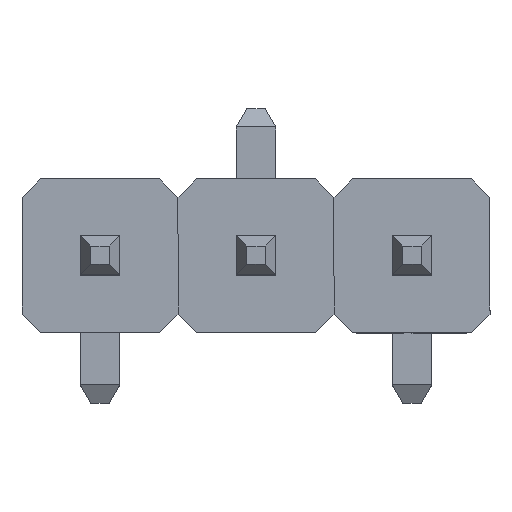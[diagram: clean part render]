
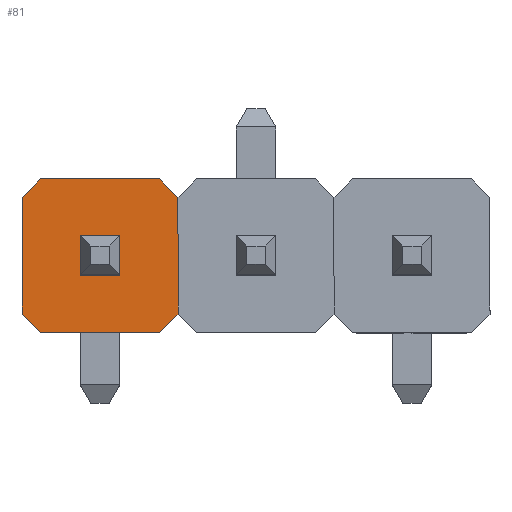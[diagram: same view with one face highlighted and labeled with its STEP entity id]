
A CAD part, top view. The second image highlights one B-rep face of the part: STEP entity #81.
In plain terms, the highlighted planar face has unit normal (0, 0, 1).
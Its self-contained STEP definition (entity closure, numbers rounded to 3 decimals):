
#14 = CARTESIAN_POINT ( 'NONE',  ( -3.81, -1.25, 2.5 ) ) ;
#81 = ADVANCED_FACE ( 'NONE', ( #6901, #10542 ), #5679, .T. ) ;
#711 = CARTESIAN_POINT ( 'NONE',  ( -4.76, 0.32, 2.5 ) ) ;
#717 = LINE ( 'NONE', #15225, #11661 ) ;
#933 = EDGE_CURVE ( 'NONE', #8773, #10183, #1382, .T. ) ;
#1093 = DIRECTION ( 'NONE',  ( -0.707, 0.707, 0. ) ) ;
#1233 = EDGE_CURVE ( 'NONE', #13581, #15812, #14888, .T. ) ;
#1342 = ORIENTED_EDGE ( 'NONE', *, *, #1654, .T. ) ;
#1382 = LINE ( 'NONE', #12350, #14875 ) ;
#1416 = CARTESIAN_POINT ( 'NONE',  ( -4.11, 1.25, 2.5 ) ) ;
#1443 = VECTOR ( 'NONE', #5853, 1000. ) ;
#1481 = VECTOR ( 'NONE', #8041, 1000. ) ;
#1492 = ORIENTED_EDGE ( 'NONE', *, *, #6014, .T. ) ;
#1654 = EDGE_CURVE ( 'NONE', #13209, #9059, #12194, .T. ) ;
#1754 = LINE ( 'NONE', #11767, #1481 ) ;
#2111 = CARTESIAN_POINT ( 'NONE',  ( -6.05, -1.25, 2.5 ) ) ;
#2491 = DIRECTION ( 'NONE',  ( 0.707, 0.707, 0. ) ) ;
#2500 = VERTEX_POINT ( 'NONE', #4948 ) ;
#2522 = CARTESIAN_POINT ( 'NONE',  ( -5.08, 0., 2.5 ) ) ;
#3117 = DIRECTION ( 'NONE',  ( 0., -1., 0. ) ) ;
#3284 = ORIENTED_EDGE ( 'NONE', *, *, #12573, .T. ) ;
#3489 = CARTESIAN_POINT ( 'NONE',  ( -3.97, 1.11, 2.5 ) ) ;
#3541 = CARTESIAN_POINT ( 'NONE',  ( -6.05, 1.25, 2.5 ) ) ;
#3588 = ORIENTED_EDGE ( 'NONE', *, *, #14012, .T. ) ;
#3924 = CARTESIAN_POINT ( 'NONE',  ( -6.19, -1.11, 2.5 ) ) ;
#3947 = AXIS2_PLACEMENT_3D ( 'NONE', #2522, #12473, #13594 ) ;
#4266 = EDGE_CURVE ( 'NONE', #11068, #13209, #12735, .T. ) ;
#4671 = DIRECTION ( 'NONE',  ( 1., 0., 0. ) ) ;
#4864 = EDGE_CURVE ( 'NONE', #14788, #13155, #13582, .T. ) ;
#4948 = CARTESIAN_POINT ( 'NONE',  ( -5.4, 0.32, 2.5 ) ) ;
#5186 = DIRECTION ( 'NONE',  ( 0.707, -0.707, 0. ) ) ;
#5679 = PLANE ( 'NONE',  #3947 ) ;
#5690 = EDGE_CURVE ( 'NONE', #11406, #13155, #6120, .T. ) ;
#5853 = DIRECTION ( 'NONE',  ( 1., 0., 0. ) ) ;
#5912 = VERTEX_POINT ( 'NONE', #8470 ) ;
#5937 = VECTOR ( 'NONE', #8968, 1000. ) ;
#6014 = EDGE_CURVE ( 'NONE', #9059, #13581, #6183, .T. ) ;
#6100 = VECTOR ( 'NONE', #6225, 1000. ) ;
#6120 = LINE ( 'NONE', #10993, #12881 ) ;
#6183 = LINE ( 'NONE', #8864, #11063 ) ;
#6225 = DIRECTION ( 'NONE',  ( 0., 1., 0. ) ) ;
#6420 = ORIENTED_EDGE ( 'NONE', *, *, #12943, .T. ) ;
#6901 = FACE_BOUND ( 'NONE', #13063, .T. ) ;
#7027 = LINE ( 'NONE', #3489, #12794 ) ;
#7200 = EDGE_CURVE ( 'NONE', #5912, #11068, #11382, .T. ) ;
#7312 = DIRECTION ( 'NONE',  ( -1., 0., 0. ) ) ;
#7545 = EDGE_CURVE ( 'NONE', #2500, #11406, #717, .T. ) ;
#7914 = CARTESIAN_POINT ( 'NONE',  ( -4.11, -1.25, 2.5 ) ) ;
#8041 = DIRECTION ( 'NONE',  ( -0.707, -0.707, 0. ) ) ;
#8185 = CARTESIAN_POINT ( 'NONE',  ( -5.4, -0.32, 2.5 ) ) ;
#8249 = CARTESIAN_POINT ( 'NONE',  ( -5.08, 0.32, 2.5 ) ) ;
#8259 = CARTESIAN_POINT ( 'NONE',  ( -3.81, 0.95, 2.5 ) ) ;
#8265 = VECTOR ( 'NONE', #9313, 1000. ) ;
#8470 = CARTESIAN_POINT ( 'NONE',  ( -6.35, 0.95, 2.5 ) ) ;
#8721 = CARTESIAN_POINT ( 'NONE',  ( -4.76, 0., 2.5 ) ) ;
#8773 = VERTEX_POINT ( 'NONE', #1416 ) ;
#8864 = CARTESIAN_POINT ( 'NONE',  ( -3.97, -1.11, 2.5 ) ) ;
#8968 = DIRECTION ( 'NONE',  ( 0., -1., 0. ) ) ;
#9059 = VERTEX_POINT ( 'NONE', #7914 ) ;
#9313 = DIRECTION ( 'NONE',  ( 1., 0., 0. ) ) ;
#9619 = EDGE_LOOP ( 'NONE', ( #12079, #3284, #14665, #12742, #1342, #1492, #11934, #6420 ) ) ;
#9805 = CARTESIAN_POINT ( 'NONE',  ( -3.81, -1.25, 2.5 ) ) ;
#9932 = ORIENTED_EDGE ( 'NONE', *, *, #5690, .F. ) ;
#10183 = VERTEX_POINT ( 'NONE', #3541 ) ;
#10479 = ORIENTED_EDGE ( 'NONE', *, *, #4864, .T. ) ;
#10542 = FACE_OUTER_BOUND ( 'NONE', #9619, .T. ) ;
#10993 = CARTESIAN_POINT ( 'NONE',  ( -5.08, -0.32, 2.5 ) ) ;
#11063 = VECTOR ( 'NONE', #2491, 1000. ) ;
#11068 = VERTEX_POINT ( 'NONE', #12607 ) ;
#11212 = CARTESIAN_POINT ( 'NONE',  ( -6.35, -1.25, 2.5 ) ) ;
#11382 = LINE ( 'NONE', #11212, #12678 ) ;
#11384 = ORIENTED_EDGE ( 'NONE', *, *, #7545, .F. ) ;
#11406 = VERTEX_POINT ( 'NONE', #8185 ) ;
#11661 = VECTOR ( 'NONE', #3117, 1000. ) ;
#11767 = CARTESIAN_POINT ( 'NONE',  ( -6.19, 1.11, 2.5 ) ) ;
#11934 = ORIENTED_EDGE ( 'NONE', *, *, #1233, .T. ) ;
#11936 = VECTOR ( 'NONE', #5186, 1000. ) ;
#12079 = ORIENTED_EDGE ( 'NONE', *, *, #933, .T. ) ;
#12194 = LINE ( 'NONE', #14, #1443 ) ;
#12350 = CARTESIAN_POINT ( 'NONE',  ( -3.81, 1.25, 2.5 ) ) ;
#12473 = DIRECTION ( 'NONE',  ( 0., 0., 1. ) ) ;
#12573 = EDGE_CURVE ( 'NONE', #10183, #5912, #1754, .T. ) ;
#12607 = CARTESIAN_POINT ( 'NONE',  ( -6.35, -0.95, 2.5 ) ) ;
#12678 = VECTOR ( 'NONE', #15089, 1000. ) ;
#12735 = LINE ( 'NONE', #3924, #11936 ) ;
#12742 = ORIENTED_EDGE ( 'NONE', *, *, #4266, .T. ) ;
#12794 = VECTOR ( 'NONE', #1093, 1000. ) ;
#12881 = VECTOR ( 'NONE', #4671, 1000. ) ;
#12943 = EDGE_CURVE ( 'NONE', #15812, #8773, #7027, .T. ) ;
#13063 = EDGE_LOOP ( 'NONE', ( #11384, #3588, #10479, #9932 ) ) ;
#13155 = VERTEX_POINT ( 'NONE', #13264 ) ;
#13209 = VERTEX_POINT ( 'NONE', #2111 ) ;
#13264 = CARTESIAN_POINT ( 'NONE',  ( -4.76, -0.32, 2.5 ) ) ;
#13581 = VERTEX_POINT ( 'NONE', #14395 ) ;
#13582 = LINE ( 'NONE', #8721, #5937 ) ;
#13594 = DIRECTION ( 'NONE',  ( -1., 0., 0. ) ) ;
#14012 = EDGE_CURVE ( 'NONE', #2500, #14788, #14416, .T. ) ;
#14395 = CARTESIAN_POINT ( 'NONE',  ( -3.81, -0.95, 2.5 ) ) ;
#14416 = LINE ( 'NONE', #8249, #8265 ) ;
#14665 = ORIENTED_EDGE ( 'NONE', *, *, #7200, .T. ) ;
#14788 = VERTEX_POINT ( 'NONE', #711 ) ;
#14875 = VECTOR ( 'NONE', #7312, 1000. ) ;
#14888 = LINE ( 'NONE', #9805, #6100 ) ;
#15089 = DIRECTION ( 'NONE',  ( 0., -1., 0. ) ) ;
#15225 = CARTESIAN_POINT ( 'NONE',  ( -5.4, 0., 2.5 ) ) ;
#15812 = VERTEX_POINT ( 'NONE', #8259 ) ;
